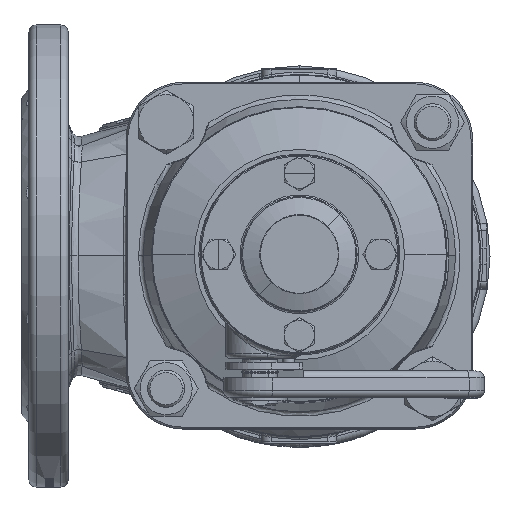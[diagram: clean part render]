
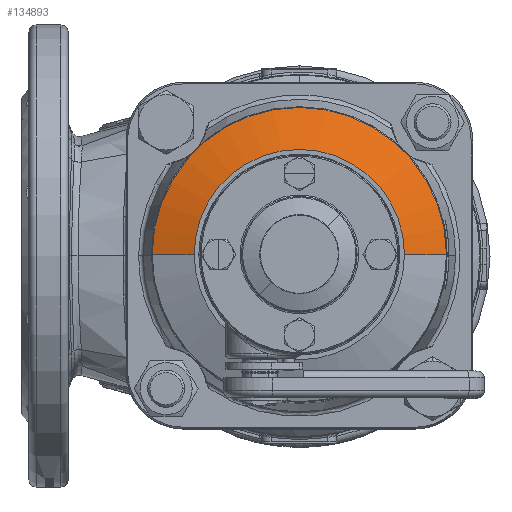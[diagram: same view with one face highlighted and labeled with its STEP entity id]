
A CAD part, top view. The second image highlights one B-rep face of the part: STEP entity #134893.
In plain terms, the highlighted conical face has half-angle 70 degrees and reference radius 45.5 mm.
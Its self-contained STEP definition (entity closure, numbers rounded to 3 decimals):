
#133910=CARTESIAN_POINT('',(-63.671,0.,346.386));
#133911=VERTEX_POINT('',#133910);
#133919=CARTESIAN_POINT('',(63.671,0.,346.386));
#133920=VERTEX_POINT('',#133919);
#133921=CARTESIAN_POINT('',(0.,0.,346.386));
#133922=DIRECTION('',(0.,0.,1.));
#133923=DIRECTION('',(1.,0.,-0.));
#133924=AXIS2_PLACEMENT_3D('',#133921,#133922,#133923);
#133925=CIRCLE('',#133924,63.671);
#133926=EDGE_CURVE('NONE',#133920,#133911,#133925,.T.);
#134862=CARTESIAN_POINT('',(0.,0.,353.));
#134863=DIRECTION('',(0.,0.,-1.));
#134864=DIRECTION('',(-1.,0.,0.));
#134865=AXIS2_PLACEMENT_3D('',#134862,#134863,#134864);
#134866=CONICAL_SURFACE('',#134865,45.5,70.);
#134867=CARTESIAN_POINT('',(-45.5,-0.,353.));
#134868=VERTEX_POINT('',#134867);
#134869=CARTESIAN_POINT('',(45.5,0.,353.));
#134870=VERTEX_POINT('',#134869);
#134871=CARTESIAN_POINT('',(0.,0.,353.));
#134872=DIRECTION('',(0.,0.,-1.));
#134873=DIRECTION('',(-1.,0.,0.));
#134874=AXIS2_PLACEMENT_3D('',#134871,#134872,#134873);
#134875=CIRCLE('',#134874,45.5);
#134876=EDGE_CURVE('NONE',#134868,#134870,#134875,.T.);
#134877=ORIENTED_EDGE('',*,*,#134876,.T.);
#134878=CARTESIAN_POINT('',(45.5,-0.,353.));
#134879=DIRECTION('',(0.94,-0.,-0.342));
#134880=VECTOR('',#134879,19.337);
#134881=LINE('',#134878,#134880);
#134882=EDGE_CURVE('NONE',#134870,#133920,#134881,.T.);
#134883=ORIENTED_EDGE('',*,*,#134882,.T.);
#134884=ORIENTED_EDGE('',*,*,#133926,.T.);
#134885=CARTESIAN_POINT('',(-45.5,-0.,353.));
#134886=DIRECTION('',(-0.94,-0.,-0.342));
#134887=VECTOR('',#134886,19.337);
#134888=LINE('',#134885,#134887);
#134889=EDGE_CURVE('NONE',#134868,#133911,#134888,.T.);
#134890=ORIENTED_EDGE('',*,*,#134889,.F.);
#134891=EDGE_LOOP('',(#134877,#134883,#134884,#134890));
#134892=FACE_BOUND('',#134891,.T.);
#134893=ADVANCED_FACE('NONE',(#134892),#134866,.T.);
